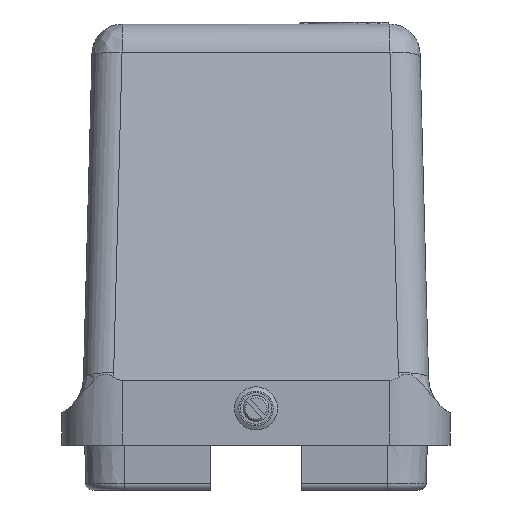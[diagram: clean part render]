
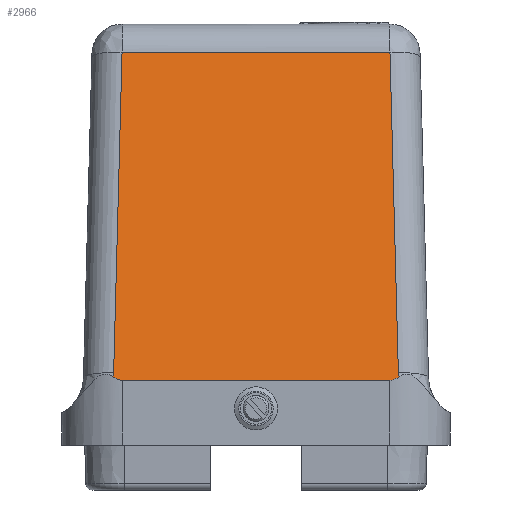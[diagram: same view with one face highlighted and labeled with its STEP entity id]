
A CAD part, left-side view. The second image highlights one B-rep face of the part: STEP entity #2966.
In plain terms, the highlighted planar face has unit normal (-0.982, 0, 0.191).
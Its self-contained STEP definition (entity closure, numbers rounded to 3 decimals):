
#2348=ELLIPSE('',#9159,73.372,14.);
#2349=ELLIPSE('',#9160,16.809,16.5);
#2350=ELLIPSE('',#9161,16.809,16.5);
#2351=ELLIPSE('',#9162,73.372,14.);
#2601=FACE_OUTER_BOUND('',#3703,.T.);
#2966=ADVANCED_FACE('',(#2601),#3331,.F.);
#3331=PLANE('',#9163);
#3703=EDGE_LOOP('',(#4518,#4519,#4520,#4521,#4522,#4523,#4524,#4525));
#4518=ORIENTED_EDGE('',*,*,#6888,.T.);
#4519=ORIENTED_EDGE('',*,*,#6889,.T.);
#4520=ORIENTED_EDGE('',*,*,#6890,.T.);
#4521=ORIENTED_EDGE('',*,*,#6891,.T.);
#4522=ORIENTED_EDGE('',*,*,#6892,.T.);
#4523=ORIENTED_EDGE('',*,*,#6893,.T.);
#4524=ORIENTED_EDGE('',*,*,#6894,.T.);
#4525=ORIENTED_EDGE('',*,*,#6752,.F.);
#6141=VERTEX_POINT('',#11792);
#6142=VERTEX_POINT('',#11794);
#6250=VERTEX_POINT('',#12088);
#6251=VERTEX_POINT('',#12090);
#6252=VERTEX_POINT('',#12092);
#6253=VERTEX_POINT('',#12094);
#6254=VERTEX_POINT('',#12096);
#6255=VERTEX_POINT('',#12098);
#6752=EDGE_CURVE('',#6141,#6142,#7626,.T.);
#6888=EDGE_CURVE('',#6141,#6250,#2348,.T.);
#6889=EDGE_CURVE('',#6250,#6251,#2349,.T.);
#6890=EDGE_CURVE('',#6251,#6252,#7718,.T.);
#6891=EDGE_CURVE('',#6252,#6253,#7719,.T.);
#6892=EDGE_CURVE('',#6253,#6254,#7720,.T.);
#6893=EDGE_CURVE('',#6254,#6255,#2350,.T.);
#6894=EDGE_CURVE('',#6255,#6142,#2351,.T.);
#7626=LINE('',#11793,#8188);
#7718=LINE('',#12091,#8280);
#7719=LINE('',#12093,#8281);
#7720=LINE('',#12095,#8282);
#8188=VECTOR('',#9845,1.);
#8280=VECTOR('',#10065,1.);
#8281=VECTOR('',#10066,1.);
#8282=VECTOR('',#10067,1.);
#9159=AXIS2_PLACEMENT_3D('',#12087,#10061,#10062);
#9160=AXIS2_PLACEMENT_3D('',#12089,#10063,#10064);
#9161=AXIS2_PLACEMENT_3D('',#12097,#10068,#10069);
#9162=AXIS2_PLACEMENT_3D('',#12099,#10070,#10071);
#9163=AXIS2_PLACEMENT_3D('',#12100,#10072,#10073);
#9845=DIRECTION('',(0.,1.,0.));
#10061=DIRECTION('',(-0.982,0.,0.191));
#10062=DIRECTION('',(-0.191,0.,-0.982));
#10063=DIRECTION('',(0.982,0.,-0.191));
#10064=DIRECTION('',(-0.191,0.,-0.982));
#10065=DIRECTION('',(0.191,0.026,0.981));
#10066=DIRECTION('',(0.,1.,0.));
#10067=DIRECTION('',(-0.191,0.026,-0.981));
#10068=DIRECTION('',(0.982,0.,-0.191));
#10069=DIRECTION('',(-0.191,0.,-0.982));
#10070=DIRECTION('',(-0.982,0.,0.191));
#10071=DIRECTION('',(-0.191,0.,-0.982));
#10072=DIRECTION('',(0.982,0.,-0.191));
#10073=DIRECTION('',(-0.191,0.,-0.982));
#11792=CARTESIAN_POINT('',(-66.,-31.,6.1));
#11793=CARTESIAN_POINT('',(-66.,-45.1,6.1));
#11794=CARTESIAN_POINT('',(-66.,31.,6.1));
#12087=CARTESIAN_POINT('',(-52.,-31.,78.124));
#12088=CARTESIAN_POINT('',(-65.848,-33.058,6.883));
#12089=CARTESIAN_POINT('',(-65.572,-49.497,8.304));
#12090=CARTESIAN_POINT('',(-65.656,-33.002,7.872));
#12091=CARTESIAN_POINT('',(-50.014,-30.895,88.342));
#12092=CARTESIAN_POINT('',(-51.203,-31.055,82.226));
#12093=CARTESIAN_POINT('',(-51.203,-45.1,82.226));
#12094=CARTESIAN_POINT('',(-51.203,31.055,82.226));
#12095=CARTESIAN_POINT('',(-49.572,30.836,90.616));
#12096=CARTESIAN_POINT('',(-65.656,33.002,7.872));
#12097=CARTESIAN_POINT('',(-65.572,49.497,8.304));
#12098=CARTESIAN_POINT('',(-65.848,33.058,6.883));
#12099=CARTESIAN_POINT('',(-52.,31.,78.124));
#12100=CARTESIAN_POINT('',(-49.944,-45.1,88.7));
